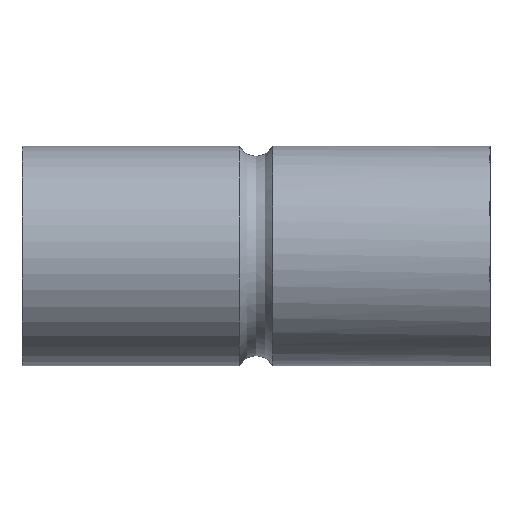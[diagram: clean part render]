
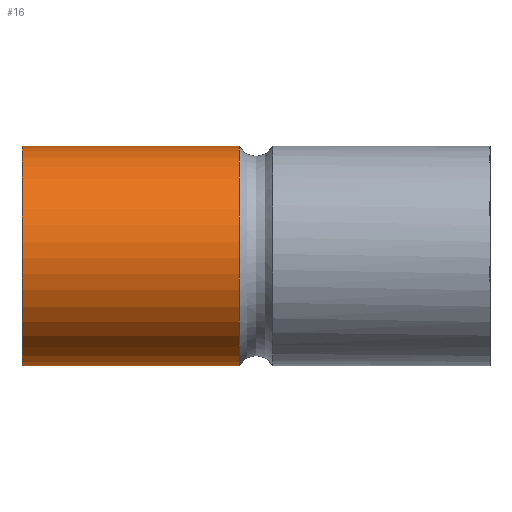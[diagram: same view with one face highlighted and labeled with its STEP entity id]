
A CAD part, top view. The second image highlights one B-rep face of the part: STEP entity #16.
In plain terms, the highlighted free-form (B-spline) face has degree [2, 1] with [5, 2] control points.
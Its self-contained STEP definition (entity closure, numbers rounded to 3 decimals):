
#16=ADVANCED_FACE('',(#32),#208,.T.);
#32=FACE_OUTER_BOUND('',#48,.T.);
#48=EDGE_LOOP('',(#67,#68,#69,#70));
#67=ORIENTED_EDGE('',*,*,#137,.T.);
#68=ORIENTED_EDGE('',*,*,#127,.F.);
#69=ORIENTED_EDGE('',*,*,#130,.F.);
#70=ORIENTED_EDGE('',*,*,#129,.T.);
#127=EDGE_CURVE('',#191,#195,#159,.T.);
#129=EDGE_CURVE('',#193,#197,#161,.T.);
#130=EDGE_CURVE('',#193,#191,#162,.T.);
#137=EDGE_CURVE('',#197,#195,#169,.T.);
#159=(
BOUNDED_CURVE()
B_SPLINE_CURVE(2,(#485,#486,#487,#488,#489),.UNSPECIFIED.,.F.,.F.)
B_SPLINE_CURVE_WITH_KNOTS((3,2,3),(0.,22.07,44.139),
 .UNSPECIFIED.)
CURVE()
GEOMETRIC_REPRESENTATION_ITEM()
RATIONAL_B_SPLINE_CURVE((1.,0.707,1.,0.707,1.))
REPRESENTATION_ITEM('')
);
#161=(
BOUNDED_CURVE()
B_SPLINE_CURVE(2,(#495,#496,#497,#498,#499),.UNSPECIFIED.,.F.,.F.)
B_SPLINE_CURVE_WITH_KNOTS((3,2,3),(0.,22.07,44.139),
 .UNSPECIFIED.)
CURVE()
GEOMETRIC_REPRESENTATION_ITEM()
RATIONAL_B_SPLINE_CURVE((1.,0.707,1.,0.707,1.))
REPRESENTATION_ITEM('')
);
#162=(
BOUNDED_CURVE()
B_SPLINE_CURVE(1,(#500,#501),.UNSPECIFIED.,.F.,.F.)
B_SPLINE_CURVE_WITH_KNOTS((2,2),(0.,27.835),.UNSPECIFIED.)
CURVE()
GEOMETRIC_REPRESENTATION_ITEM()
RATIONAL_B_SPLINE_CURVE((1.,1.))
REPRESENTATION_ITEM('')
);
#169=(
BOUNDED_CURVE()
B_SPLINE_CURVE(1,(#529,#530),.UNSPECIFIED.,.F.,.F.)
B_SPLINE_CURVE_WITH_KNOTS((2,2),(0.,27.835),.UNSPECIFIED.)
CURVE()
GEOMETRIC_REPRESENTATION_ITEM()
RATIONAL_B_SPLINE_CURVE((1.,1.))
REPRESENTATION_ITEM('')
);
#191=VERTEX_POINT('',#469);
#193=VERTEX_POINT('',#471);
#195=VERTEX_POINT('',#473);
#197=VERTEX_POINT('',#475);
#208=(
BOUNDED_SURFACE()
B_SPLINE_SURFACE(2,1,((#274,#275),(#276,#277),(#278,#279),(#280,#281),(#282,
#283)),.UNSPECIFIED.,.F.,.F.,.F.)
B_SPLINE_SURFACE_WITH_KNOTS((3,2,3),(2,2),(0.,22.07,44.139),
(0.,27.835),.UNSPECIFIED.)
GEOMETRIC_REPRESENTATION_ITEM()
RATIONAL_B_SPLINE_SURFACE(((1.,1.),(0.707,0.707),
(1.,1.),(0.707,0.707),(1.,1.)))
REPRESENTATION_ITEM('')
SURFACE()
);
#274=CARTESIAN_POINT('',(-30.,14.05,0.));
#275=CARTESIAN_POINT('',(-2.165,14.05,0.));
#276=CARTESIAN_POINT('',(-30.,14.05,14.05));
#277=CARTESIAN_POINT('',(-2.165,14.05,14.05));
#278=CARTESIAN_POINT('',(-30.,0.,14.05));
#279=CARTESIAN_POINT('',(-2.165,0.,14.05));
#280=CARTESIAN_POINT('',(-30.,-14.05,14.05));
#281=CARTESIAN_POINT('',(-2.165,-14.05,14.05));
#282=CARTESIAN_POINT('',(-30.,-14.05,0.));
#283=CARTESIAN_POINT('',(-2.165,-14.05,0.));
#469=CARTESIAN_POINT('',(-2.165,14.05,0.));
#471=CARTESIAN_POINT('',(-30.,14.05,0.));
#473=CARTESIAN_POINT('',(-2.165,-14.05,0.));
#475=CARTESIAN_POINT('',(-30.,-14.05,0.));
#485=CARTESIAN_POINT('',(-2.165,14.05,0.));
#486=CARTESIAN_POINT('',(-2.165,14.05,14.05));
#487=CARTESIAN_POINT('',(-2.165,0.,14.05));
#488=CARTESIAN_POINT('',(-2.165,-14.05,14.05));
#489=CARTESIAN_POINT('',(-2.165,-14.05,0.));
#495=CARTESIAN_POINT('',(-30.,14.05,0.));
#496=CARTESIAN_POINT('',(-30.,14.05,14.05));
#497=CARTESIAN_POINT('',(-30.,0.,14.05));
#498=CARTESIAN_POINT('',(-30.,-14.05,14.05));
#499=CARTESIAN_POINT('',(-30.,-14.05,0.));
#500=CARTESIAN_POINT('',(-30.,14.05,0.));
#501=CARTESIAN_POINT('',(-2.165,14.05,0.));
#529=CARTESIAN_POINT('',(-30.,-14.05,0.));
#530=CARTESIAN_POINT('',(-2.165,-14.05,0.));
